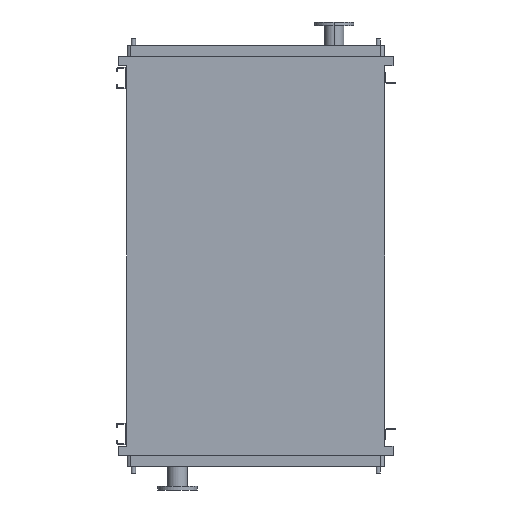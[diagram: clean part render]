
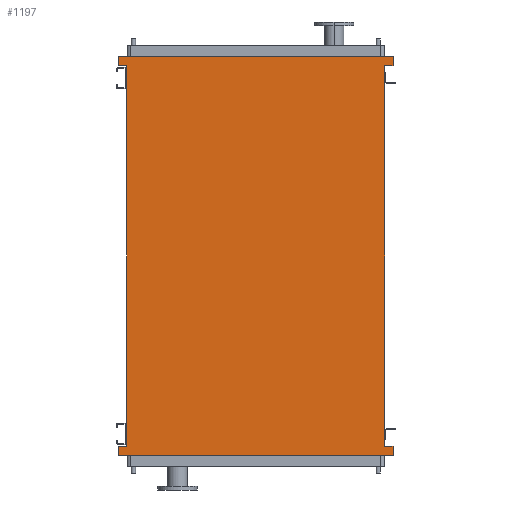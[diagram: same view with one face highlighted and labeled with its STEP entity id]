
A CAD part, front view. The second image highlights one B-rep face of the part: STEP entity #1197.
In plain terms, the highlighted planar face has unit normal (0, -1, 0).
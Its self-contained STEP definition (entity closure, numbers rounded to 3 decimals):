
#56 = DIRECTION ( 'NONE',  ( 0., -1., 0. ) ) ;
#81 = CARTESIAN_POINT ( 'NONE',  ( -771., 0., -2093. ) ) ;
#169 = VERTEX_POINT ( 'NONE', #6970 ) ;
#178 = VECTOR ( 'NONE', #10961, 1000. ) ;
#375 = ORIENTED_EDGE ( 'NONE', *, *, #1777, .F. ) ;
#652 = VECTOR ( 'NONE', #4961, 1000. ) ;
#967 = CARTESIAN_POINT ( 'NONE',  ( -771., 0., 95. ) ) ;
#1080 = VECTOR ( 'NONE', #4408, 1000. ) ;
#1100 = LINE ( 'NONE', #2773, #9443 ) ;
#1197 = ADVANCED_FACE ( 'NONE', ( #2637 ), #7817, .T. ) ;
#1258 = ORIENTED_EDGE ( 'NONE', *, *, #9255, .F. ) ;
#1283 = LINE ( 'NONE', #7366, #8839 ) ;
#1422 = VECTOR ( 'NONE', #1599, 1000. ) ;
#1599 = DIRECTION ( 'NONE',  ( 1., 0., 0. ) ) ;
#1686 = DIRECTION ( 'NONE',  ( 0., 0., -1. ) ) ;
#1732 = VERTEX_POINT ( 'NONE', #8860 ) ;
#1751 = EDGE_CURVE ( 'NONE', #8140, #10227, #1283, .T. ) ;
#1777 = EDGE_CURVE ( 'NONE', #2497, #1732, #7310, .T. ) ;
#1782 = LINE ( 'NONE', #2841, #7145 ) ;
#1982 = DIRECTION ( 'NONE',  ( 0., 0., -1. ) ) ;
#2077 = EDGE_CURVE ( 'NONE', #3456, #169, #7739, .T. ) ;
#2153 = ORIENTED_EDGE ( 'NONE', *, *, #7766, .F. ) ;
#2497 = VERTEX_POINT ( 'NONE', #4973 ) ;
#2507 = DIRECTION ( 'NONE',  ( 1., 0., 0. ) ) ;
#2509 = CARTESIAN_POINT ( 'NONE',  ( -771., 0., 95. ) ) ;
#2541 = ORIENTED_EDGE ( 'NONE', *, *, #7030, .T. ) ;
#2637 = FACE_OUTER_BOUND ( 'NONE', #8078, .T. ) ;
#2673 = DIRECTION ( 'NONE',  ( 1., 0., 0. ) ) ;
#2704 = VECTOR ( 'NONE', #2507, 1000. ) ;
#2773 = CARTESIAN_POINT ( 'NONE',  ( -725., 0., -2050. ) ) ;
#2841 = CARTESIAN_POINT ( 'NONE',  ( 725., 0., -2093. ) ) ;
#2919 = LINE ( 'NONE', #3087, #10119 ) ;
#3020 = VERTEX_POINT ( 'NONE', #2509 ) ;
#3087 = CARTESIAN_POINT ( 'NONE',  ( 725., 0., 43. ) ) ;
#3235 = VECTOR ( 'NONE', #1982, 1000. ) ;
#3242 = DIRECTION ( 'NONE',  ( 0., 0., -1. ) ) ;
#3456 = VERTEX_POINT ( 'NONE', #9685 ) ;
#3834 = ORIENTED_EDGE ( 'NONE', *, *, #8186, .F. ) ;
#3859 = ORIENTED_EDGE ( 'NONE', *, *, #9031, .F. ) ;
#4092 = CARTESIAN_POINT ( 'NONE',  ( 725., 0., -2093. ) ) ;
#4268 = CARTESIAN_POINT ( 'NONE',  ( 725., 0., 43. ) ) ;
#4316 = EDGE_CURVE ( 'NONE', #10227, #7172, #2919, .T. ) ;
#4408 = DIRECTION ( 'NONE',  ( -1., 0., 0. ) ) ;
#4575 = LINE ( 'NONE', #10488, #1080 ) ;
#4588 = CARTESIAN_POINT ( 'NONE',  ( 771., 0., -2093. ) ) ;
#4606 = CARTESIAN_POINT ( 'NONE',  ( 771., 0., -2093. ) ) ;
#4690 = ORIENTED_EDGE ( 'NONE', *, *, #2077, .F. ) ;
#4840 = AXIS2_PLACEMENT_3D ( 'NONE', #8600, #56, #1686 ) ;
#4961 = DIRECTION ( 'NONE',  ( -1., 0., 0. ) ) ;
#4973 = CARTESIAN_POINT ( 'NONE',  ( -725., 0., 43. ) ) ;
#4981 = VECTOR ( 'NONE', #10030, 1000. ) ;
#5375 = DIRECTION ( 'NONE',  ( -1., 0., 0. ) ) ;
#5668 = ORIENTED_EDGE ( 'NONE', *, *, #4316, .F. ) ;
#5806 = CARTESIAN_POINT ( 'NONE',  ( -771., 0., 43. ) ) ;
#5914 = LINE ( 'NONE', #8511, #10352 ) ;
#6294 = DIRECTION ( 'NONE',  ( 0., 0., 1. ) ) ;
#6375 = CARTESIAN_POINT ( 'NONE',  ( 771., 0., 95. ) ) ;
#6877 = ORIENTED_EDGE ( 'NONE', *, *, #1751, .F. ) ;
#6953 = EDGE_CURVE ( 'NONE', #3020, #8140, #10806, .T. ) ;
#6970 = CARTESIAN_POINT ( 'NONE',  ( -725., 0., -2093. ) ) ;
#7030 = EDGE_CURVE ( 'NONE', #10972, #7172, #9073, .T. ) ;
#7108 = LINE ( 'NONE', #4588, #3235 ) ;
#7145 = VECTOR ( 'NONE', #2673, 1000. ) ;
#7172 = VERTEX_POINT ( 'NONE', #4268 ) ;
#7232 = CARTESIAN_POINT ( 'NONE',  ( 771., 0., 43. ) ) ;
#7310 = LINE ( 'NONE', #5806, #652 ) ;
#7366 = CARTESIAN_POINT ( 'NONE',  ( 771., 0., 43. ) ) ;
#7465 = CARTESIAN_POINT ( 'NONE',  ( 725., 0., -2050. ) ) ;
#7492 = ORIENTED_EDGE ( 'NONE', *, *, #6953, .F. ) ;
#7639 = EDGE_CURVE ( 'NONE', #1732, #3020, #8608, .T. ) ;
#7739 = LINE ( 'NONE', #81, #2704 ) ;
#7766 = EDGE_CURVE ( 'NONE', #9431, #10769, #7108, .T. ) ;
#7817 = PLANE ( 'NONE',  #4840 ) ;
#8010 = EDGE_CURVE ( 'NONE', #10769, #10392, #4575, .T. ) ;
#8078 = EDGE_LOOP ( 'NONE', ( #2541, #5668, #6877, #7492, #9250, #375, #1258, #4690, #3859, #9627, #2153, #3834 ) ) ;
#8140 = VERTEX_POINT ( 'NONE', #6375 ) ;
#8186 = EDGE_CURVE ( 'NONE', #10972, #9431, #1782, .T. ) ;
#8511 = CARTESIAN_POINT ( 'NONE',  ( -771., 0., -2145. ) ) ;
#8600 = CARTESIAN_POINT ( 'NONE',  ( -725., 0., -2050. ) ) ;
#8608 = LINE ( 'NONE', #967, #178 ) ;
#8839 = VECTOR ( 'NONE', #3242, 1000. ) ;
#8860 = CARTESIAN_POINT ( 'NONE',  ( -771., 0., 43. ) ) ;
#9031 = EDGE_CURVE ( 'NONE', #10392, #3456, #5914, .T. ) ;
#9073 = LINE ( 'NONE', #7465, #4981 ) ;
#9250 = ORIENTED_EDGE ( 'NONE', *, *, #7639, .F. ) ;
#9255 = EDGE_CURVE ( 'NONE', #169, #2497, #1100, .T. ) ;
#9431 = VERTEX_POINT ( 'NONE', #4606 ) ;
#9443 = VECTOR ( 'NONE', #6294, 1000. ) ;
#9627 = ORIENTED_EDGE ( 'NONE', *, *, #8010, .F. ) ;
#9685 = CARTESIAN_POINT ( 'NONE',  ( -771., 0., -2093. ) ) ;
#10030 = DIRECTION ( 'NONE',  ( 0., 0., 1. ) ) ;
#10085 = DIRECTION ( 'NONE',  ( 0., 0., 1. ) ) ;
#10119 = VECTOR ( 'NONE', #5375, 1000. ) ;
#10135 = CARTESIAN_POINT ( 'NONE',  ( 771., 0., 95. ) ) ;
#10227 = VERTEX_POINT ( 'NONE', #7232 ) ;
#10352 = VECTOR ( 'NONE', #10085, 1000. ) ;
#10392 = VERTEX_POINT ( 'NONE', #10785 ) ;
#10488 = CARTESIAN_POINT ( 'NONE',  ( 771., 0., -2145. ) ) ;
#10769 = VERTEX_POINT ( 'NONE', #10965 ) ;
#10785 = CARTESIAN_POINT ( 'NONE',  ( -771., 0., -2145. ) ) ;
#10806 = LINE ( 'NONE', #10135, #1422 ) ;
#10961 = DIRECTION ( 'NONE',  ( 0., 0., 1. ) ) ;
#10965 = CARTESIAN_POINT ( 'NONE',  ( 771., 0., -2145. ) ) ;
#10972 = VERTEX_POINT ( 'NONE', #4092 ) ;
